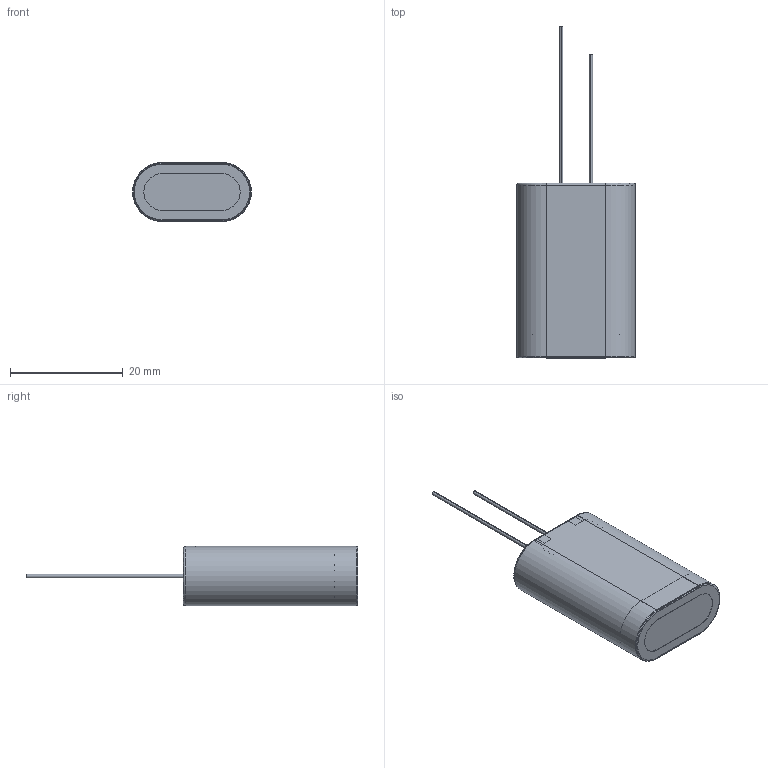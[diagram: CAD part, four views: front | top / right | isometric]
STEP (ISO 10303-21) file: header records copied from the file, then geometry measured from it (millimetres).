
FILE_DESCRIPTION (( 'STEP AP214' ), '1' );
FILE_NAME ('S-pack _ 1030V.STEP', '2016-09-13T02:15:36', ( '' ), ( '' ), 'SwSTEP 2.0', 'SolidWorks 2013', '' );
FILE_SCHEMA (( 'AUTOMOTIVE_DESIGN' ));
Length unit declared in the file: millimetre
Products named in the file (1): S-pack _ 1030V
Bounding box: 21.1 x 58.95 x 10.5 mm (x, y, z)
Surface area: 6474.6 mm2 (no closed solid volume)
Topology: 0 solids, 15 shells, 660 faces, 1610 edges, 1010 vertices
Faces by surface type: plane 380, bspline 171, cylinder 109
Entity records: 34943 total; most frequent: CARTESIAN_POINT 13067, ORIENTED_EDGE 3196, DIRECTION 2464, EDGE_CURVE 1610, VECTOR 1028, LINE 1028, VERTEX_POINT 1010, EDGE_LOOP 756
